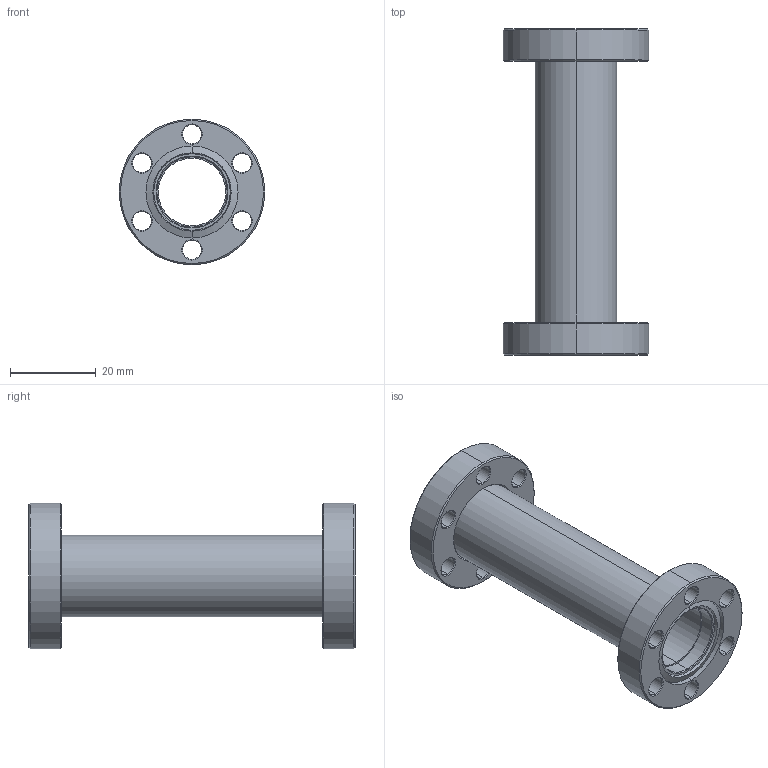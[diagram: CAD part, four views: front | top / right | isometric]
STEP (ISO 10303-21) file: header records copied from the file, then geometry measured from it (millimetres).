
FILE_DESCRIPTION (( 'STEP AP214' ), '1' );
FILE_NAME ('Hositrad_FS16-19-FullNipple.STEP', '2017-05-08T10:42:20', ( 'Gebruiker' ), ( '' ), 'SwSTEP 2.0', 'SolidWorks 2017', '' );
FILE_SCHEMA (( 'AUTOMOTIVE_DESIGN' ));
Length unit declared in the file: millimetre
Products named in the file (3): Hositrad_FS16-19-FullNipple; Tube 19-All_Tube 19L66,8; NW16CF-weld_CF16-19
Assembly tree (3 placements, depth 2):
  Hositrad_FS16-19-FullNipple
    NW16CF-weld_CF16-19  x2
    Tube 19-All_Tube 19L66,8
Bounding box: 34 x 76.2 x 34 mm (x, y, z)
Volume: 14443.6 mm3; surface area: 13574.2 mm2
Topology: 3 solids, 3 shells, 126 faces, 276 edges, 160 vertices
Faces by surface type: cone 72, cylinder 44, plane 10
Entity records: 1954 total; most frequent: DIRECTION 372, CARTESIAN_POINT 300, ORIENTED_EDGE 288, AXIS2_PLACEMENT_3D 156, EDGE_CURVE 144, CIRCLE 84, EDGE_LOOP 84, VERTEX_POINT 84
